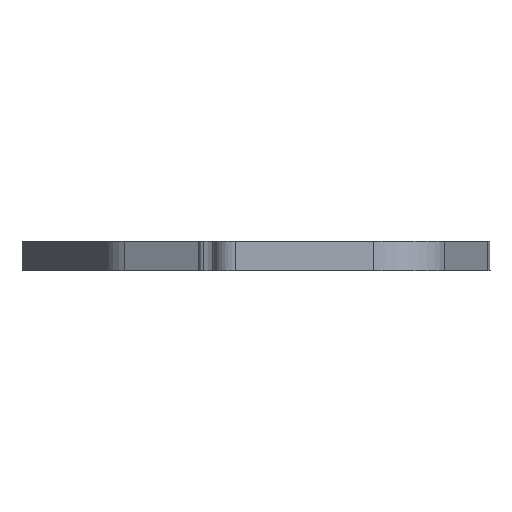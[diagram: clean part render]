
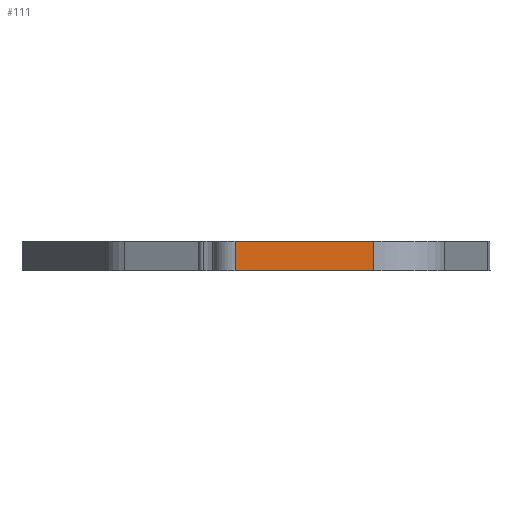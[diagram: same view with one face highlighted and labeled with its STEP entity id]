
A CAD part, front view. The second image highlights one B-rep face of the part: STEP entity #111.
In plain terms, the highlighted planar face has unit normal (0, -1, 0).
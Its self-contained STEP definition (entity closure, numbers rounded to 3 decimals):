
#111 = ADVANCED_FACE( '', ( #221 ), #222, .F. );
#221 = FACE_OUTER_BOUND( '', #326, .T. );
#222 = PLANE( '', #327 );
#326 = EDGE_LOOP( '', ( #585, #586, #587, #588 ) );
#327 = AXIS2_PLACEMENT_3D( '', #589, #590, #591 );
#585 = ORIENTED_EDGE( '', *, *, #746, .T. );
#586 = ORIENTED_EDGE( '', *, *, #686, .T. );
#587 = ORIENTED_EDGE( '', *, *, #727, .F. );
#588 = ORIENTED_EDGE( '', *, *, #733, .T. );
#589 = CARTESIAN_POINT( '', ( -58.461, -452.819, 20. ) );
#590 = DIRECTION( '', ( 0., 1., 0. ) );
#591 = DIRECTION( '', ( 1., 0., 0. ) );
#686 = EDGE_CURVE( '', #841, #838, #842, .T. );
#727 = EDGE_CURVE( '', #898, #838, #900, .T. );
#733 = EDGE_CURVE( '', #898, #905, #907, .T. );
#746 = EDGE_CURVE( '', #905, #841, #921, .T. );
#838 = VERTEX_POINT( '', #1037 );
#841 = VERTEX_POINT( '', #1040 );
#842 = LINE( '', #1041, #1042 );
#898 = VERTEX_POINT( '', #1110 );
#900 = LINE( '', #1112, #1113 );
#905 = VERTEX_POINT( '', #1120 );
#907 = LINE( '', #1122, #1123 );
#921 = LINE( '', #1140, #1141 );
#1037 = CARTESIAN_POINT( '', ( 34.763, -452.819, 20. ) );
#1040 = CARTESIAN_POINT( '', ( 34.763, -452.819, 0. ) );
#1041 = CARTESIAN_POINT( '', ( 34.763, -452.819, 20. ) );
#1042 = VECTOR( '', #1221, 1000. );
#1110 = CARTESIAN_POINT( '', ( -58.461, -452.819, 20. ) );
#1112 = CARTESIAN_POINT( '', ( -58.461, -452.819, 20. ) );
#1113 = VECTOR( '', #1288, 1000. );
#1120 = CARTESIAN_POINT( '', ( -58.461, -452.819, 0. ) );
#1122 = CARTESIAN_POINT( '', ( -58.461, -452.819, 20. ) );
#1123 = VECTOR( '', #1297, 1000. );
#1140 = CARTESIAN_POINT( '', ( -58.461, -452.819, 0. ) );
#1141 = VECTOR( '', #1310, 1000. );
#1221 = DIRECTION( '', ( 0., 0., 1. ) );
#1288 = DIRECTION( '', ( 1., 0., 0. ) );
#1297 = DIRECTION( '', ( 0., 0., -1. ) );
#1310 = DIRECTION( '', ( 1., 0., 0. ) );
